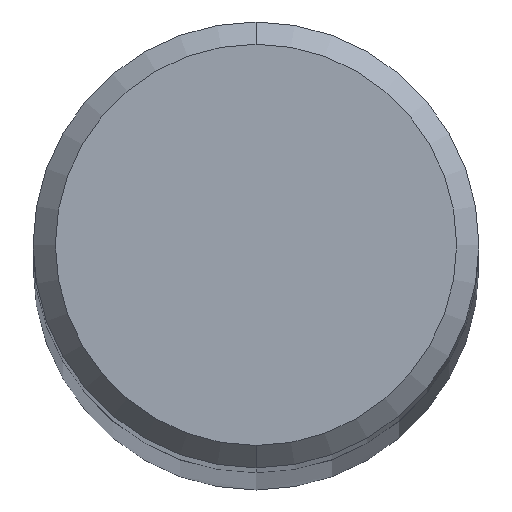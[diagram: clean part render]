
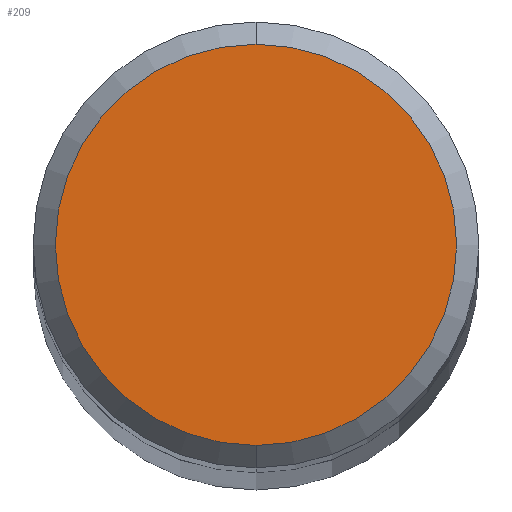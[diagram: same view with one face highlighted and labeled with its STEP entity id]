
A CAD part, top view. The second image highlights one B-rep face of the part: STEP entity #209.
In plain terms, the highlighted planar face has unit normal (0, 0, 1).
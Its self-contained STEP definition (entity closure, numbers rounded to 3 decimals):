
#155=VERTEX_POINT('',#414);
#187=EDGE_CURVE('',#155,#369,#446,.T.);
#209=ADVANCED_FACE('',(#470),#471,.T.);
#217=EDGE_CURVE('',#369,#155,#479,.T.);
#369=VERTEX_POINT('',#649);
#414=CARTESIAN_POINT('',(0.0,3.6,36.0));
#446=CIRCLE('',#787,3.6);
#470=FACE_OUTER_BOUND('',#826,.T.);
#471=PLANE('',#827);
#479=CIRCLE('',#865,3.6);
#649=CARTESIAN_POINT('',(0.,-3.6,36.0));
#787=AXIS2_PLACEMENT_3D('',#1289,#1290,#1291);
#826=EDGE_LOOP('',(#1324,#1325));
#827=AXIS2_PLACEMENT_3D('',#1326,#1327,#1328);
#865=AXIS2_PLACEMENT_3D('',#1335,#1336,#1337);
#1289=CARTESIAN_POINT('',(0.0,0.0,36.0));
#1290=DIRECTION('',(0.0,0.0,-1.0));
#1291=DIRECTION('',(0.0,1.0,0.0));
#1324=ORIENTED_EDGE('',*,*,#187,.F.);
#1325=ORIENTED_EDGE('',*,*,#217,.F.);
#1326=CARTESIAN_POINT('',(0.0,1.8,36.0));
#1327=DIRECTION('',(-0.0,0.0,1.0));
#1328=DIRECTION('',(0.0,-1.0,0.0));
#1335=CARTESIAN_POINT('',(0.0,0.0,36.0));
#1336=DIRECTION('',(0.0,0.0,-1.0));
#1337=DIRECTION('',(0.0,1.0,0.0));
